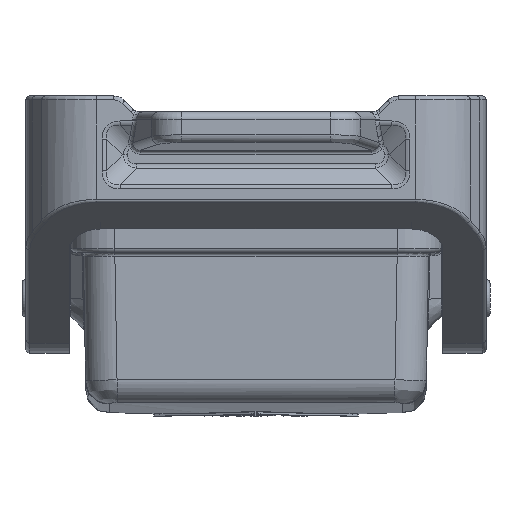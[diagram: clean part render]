
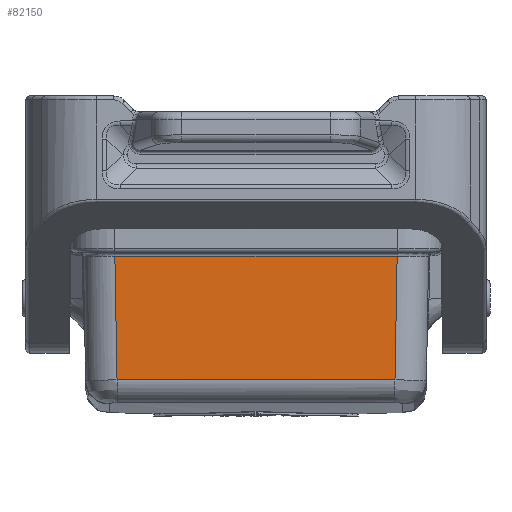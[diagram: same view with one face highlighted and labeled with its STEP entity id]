
A CAD part, front view. The second image highlights one B-rep face of the part: STEP entity #82150.
In plain terms, the highlighted face is planar.
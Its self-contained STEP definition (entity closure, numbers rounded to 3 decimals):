
#81760=CARTESIAN_POINT('',(58.582,75.457,83.4));
#81770=DIRECTION('',(0.,1.,
0.017));
#81780=DIRECTION('',(0.,-0.017,
1.));
#81790=AXIS2_PLACEMENT_3D('',#81760,#81770,#81780);
#81800=PLANE('',#81790);
#81810=CARTESIAN_POINT('',(76.583,75.456,
83.47));
#81820=DIRECTION('',(0.017,0.017,
-1.));
#81830=VECTOR('',#81820,1.);
#81840=LINE('',#81810,#81830);
#81850=CARTESIAN_POINT('',(76.25,75.122,
102.595));
#81860=VERTEX_POINT('',#81850);
#81870=CARTESIAN_POINT('',(76.524,75.396,
86.891));
#81880=VERTEX_POINT('',#81870);
#81890=EDGE_CURVE('',#81860,#81880,#81840,.T.);
#81900=ORIENTED_EDGE('',*,*,#81890,.T.);
#81910=CARTESIAN_POINT('',(58.582,75.122,
102.595));
#81920=DIRECTION('',(1.,0.,0.));
#81930=VECTOR('',#81920,1.);
#81940=LINE('',#81910,#81930);
#81950=CARTESIAN_POINT('',(40.914,75.122,
102.595));
#81960=VERTEX_POINT('',#81950);
#81970=EDGE_CURVE('',#81960,#81860,#81940,.T.);
#81980=ORIENTED_EDGE('',*,*,#81970,.T.);
#81990=CARTESIAN_POINT('',(40.58,75.456,
83.47));
#82000=DIRECTION('',(0.017,-0.017,
1.));
#82010=VECTOR('',#82000,1.);
#82020=LINE('',#81990,#82010);
#82030=CARTESIAN_POINT('',(40.64,75.396,
86.891));
#82040=VERTEX_POINT('',#82030);
#82050=EDGE_CURVE('',#82040,#81960,#82020,.T.);
#82060=ORIENTED_EDGE('',*,*,#82050,.T.);
#82070=CARTESIAN_POINT('',(58.582,75.396,
86.891));
#82080=DIRECTION('',(-1.,0.,0.));
#82090=VECTOR('',#82080,1.);
#82100=LINE('',#82070,#82090);
#82110=EDGE_CURVE('',#81880,#82040,#82100,.T.);
#82120=ORIENTED_EDGE('',*,*,#82110,.T.);
#82130=EDGE_LOOP('',(#82120,#82060,#81980,#81900));
#82140=FACE_OUTER_BOUND('',#82130,.T.);
#82150=ADVANCED_FACE('',(#82140),#81800,.T.);
